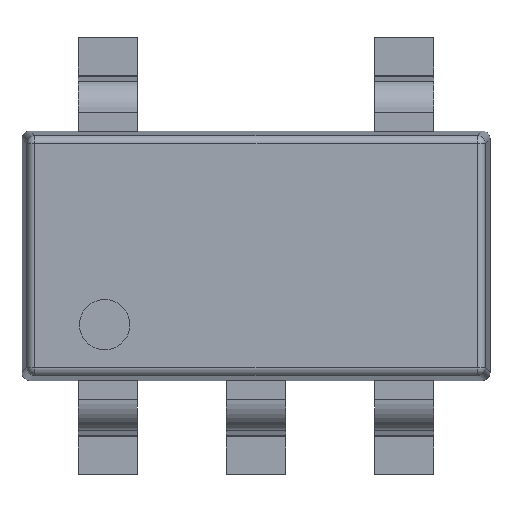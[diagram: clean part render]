
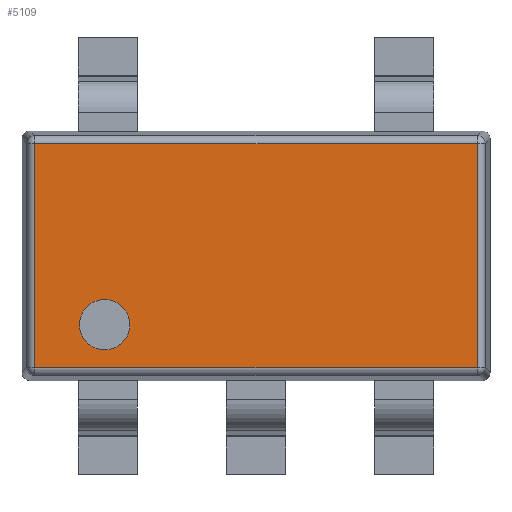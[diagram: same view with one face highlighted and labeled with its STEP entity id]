
A CAD part, top view. The second image highlights one B-rep face of the part: STEP entity #5109.
In plain terms, the highlighted planar face has unit normal (0, 0, 1).
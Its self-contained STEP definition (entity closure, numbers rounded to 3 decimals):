
#84 = VERTEX_POINT ( 'NONE', #4662 ) ;
#230 = FACE_BOUND ( 'NONE', #7811, .T. ) ;
#278 = DIRECTION ( 'NONE',  ( 0., 1., 0. ) ) ;
#550 = EDGE_CURVE ( 'NONE', #4146, #5528, #2733, .T. ) ;
#655 = ORIENTED_EDGE ( 'NONE', *, *, #6035, .T. ) ;
#905 = VECTOR ( 'NONE', #278, 1000. ) ;
#1414 = EDGE_CURVE ( 'NONE', #5036, #84, #1852, .T. ) ;
#1549 = CARTESIAN_POINT ( 'NONE',  ( -0.97, -0.443, 0.5 ) ) ;
#1703 = ORIENTED_EDGE ( 'NONE', *, *, #1414, .T. ) ;
#1733 = CARTESIAN_POINT ( 'NONE',  ( 1.418, -0.718, 0.5 ) ) ;
#1837 = DIRECTION ( 'NONE',  ( -1., 0., 0. ) ) ;
#1852 = LINE ( 'NONE', #2536, #5388 ) ;
#1878 = FACE_OUTER_BOUND ( 'NONE', #2575, .T. ) ;
#1953 = EDGE_CURVE ( 'NONE', #6793, #4186, #3412, .T. ) ;
#2001 = DIRECTION ( 'NONE',  ( 0., -1., 0. ) ) ;
#2215 = LINE ( 'NONE', #6468, #6202 ) ;
#2240 = ORIENTED_EDGE ( 'NONE', *, *, #4391, .T. ) ;
#2358 = CARTESIAN_POINT ( 'NONE',  ( -1.418, -0.718, 0.5 ) ) ;
#2536 = CARTESIAN_POINT ( 'NONE',  ( -1.465, 0.718, 0.5 ) ) ;
#2575 = EDGE_LOOP ( 'NONE', ( #4718, #655, #1703, #2240 ) ) ;
#2733 = CIRCLE ( 'NONE', #6667, 0.161 ) ;
#2890 = CARTESIAN_POINT ( 'NONE',  ( 1.465, -0.718, 0.5 ) ) ;
#3025 = AXIS2_PLACEMENT_3D ( 'NONE', #1549, #7765, #4085 ) ;
#3412 = LINE ( 'NONE', #2890, #3894 ) ;
#3654 = ORIENTED_EDGE ( 'NONE', *, *, #550, .F. ) ;
#3692 = ORIENTED_EDGE ( 'NONE', *, *, #5219, .F. ) ;
#3713 = CARTESIAN_POINT ( 'NONE',  ( -1.131, -0.443, 0.5 ) ) ;
#3894 = VECTOR ( 'NONE', #4823, 1000. ) ;
#4085 = DIRECTION ( 'NONE',  ( 1., 0., 0. ) ) ;
#4146 = VERTEX_POINT ( 'NONE', #4299 ) ;
#4186 = VERTEX_POINT ( 'NONE', #1733 ) ;
#4299 = CARTESIAN_POINT ( 'NONE',  ( -0.809, -0.443, 0.5 ) ) ;
#4340 = CIRCLE ( 'NONE', #3025, 0.161 ) ;
#4391 = EDGE_CURVE ( 'NONE', #84, #6793, #2215, .T. ) ;
#4468 = DIRECTION ( 'NONE',  ( 0., 0., 1. ) ) ;
#4546 = AXIS2_PLACEMENT_3D ( 'NONE', #7247, #5943, #6666 ) ;
#4662 = CARTESIAN_POINT ( 'NONE',  ( -1.418, 0.718, 0.5 ) ) ;
#4718 = ORIENTED_EDGE ( 'NONE', *, *, #1953, .T. ) ;
#4823 = DIRECTION ( 'NONE',  ( 1., 0., 0. ) ) ;
#5036 = VERTEX_POINT ( 'NONE', #5267 ) ;
#5109 = ADVANCED_FACE ( 'NONE', ( #1878, #230 ), #6042, .T. ) ;
#5118 = CARTESIAN_POINT ( 'NONE',  ( -0.97, -0.443, 0.5 ) ) ;
#5124 = LINE ( 'NONE', #7023, #905 ) ;
#5219 = EDGE_CURVE ( 'NONE', #5528, #4146, #4340, .T. ) ;
#5267 = CARTESIAN_POINT ( 'NONE',  ( 1.418, 0.718, 0.5 ) ) ;
#5388 = VECTOR ( 'NONE', #1837, 1000. ) ;
#5528 = VERTEX_POINT ( 'NONE', #3713 ) ;
#5943 = DIRECTION ( 'NONE',  ( 0., 0., 1. ) ) ;
#6035 = EDGE_CURVE ( 'NONE', #4186, #5036, #5124, .T. ) ;
#6042 = PLANE ( 'NONE',  #4546 ) ;
#6202 = VECTOR ( 'NONE', #2001, 1000. ) ;
#6374 = DIRECTION ( 'NONE',  ( 1., 0., 0. ) ) ;
#6468 = CARTESIAN_POINT ( 'NONE',  ( -1.418, -0.765, 0.5 ) ) ;
#6666 = DIRECTION ( 'NONE',  ( 1., 0., 0. ) ) ;
#6667 = AXIS2_PLACEMENT_3D ( 'NONE', #5118, #4468, #6374 ) ;
#6793 = VERTEX_POINT ( 'NONE', #2358 ) ;
#7023 = CARTESIAN_POINT ( 'NONE',  ( 1.418, 0.765, 0.5 ) ) ;
#7247 = CARTESIAN_POINT ( 'NONE',  ( 0., 0., 0.5 ) ) ;
#7765 = DIRECTION ( 'NONE',  ( 0., 0., 1. ) ) ;
#7811 = EDGE_LOOP ( 'NONE', ( #3654, #3692 ) ) ;
